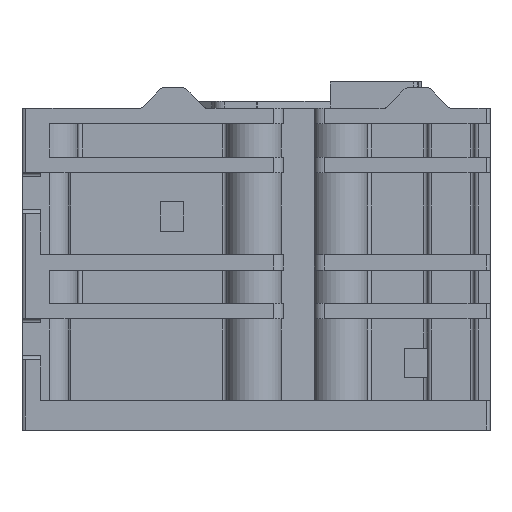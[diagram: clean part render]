
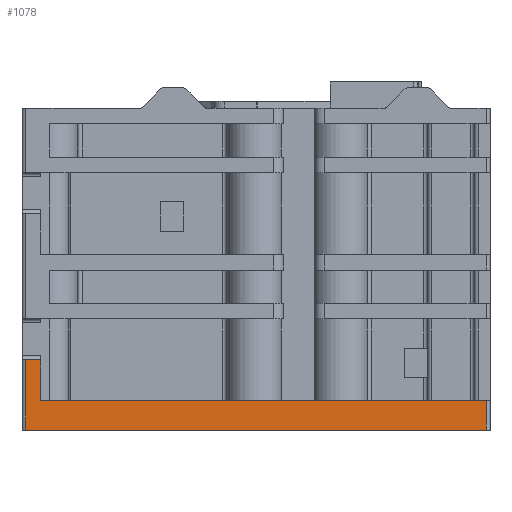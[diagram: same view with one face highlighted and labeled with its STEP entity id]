
A CAD part, front view. The second image highlights one B-rep face of the part: STEP entity #1078.
In plain terms, the highlighted planar face has unit normal (0, -1, 0).
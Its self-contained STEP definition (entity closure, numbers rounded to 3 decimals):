
#1078 = ADVANCED_FACE( '', ( #2368 ), #2369, .F. );
#2368 = FACE_OUTER_BOUND( '', #3866, .T. );
#2369 = PLANE( '', #3867 );
#3866 = EDGE_LOOP( '', ( #7145, #7146, #7147, #7148, #7149, #7150 ) );
#3867 = AXIS2_PLACEMENT_3D( '', #7151, #7152, #7153 );
#7145 = ORIENTED_EDGE( '', *, *, #9455, .T. );
#7146 = ORIENTED_EDGE( '', *, *, #10633, .T. );
#7147 = ORIENTED_EDGE( '', *, *, #10634, .T. );
#7148 = ORIENTED_EDGE( '', *, *, #9590, .T. );
#7149 = ORIENTED_EDGE( '', *, *, #10022, .F. );
#7150 = ORIENTED_EDGE( '', *, *, #10282, .F. );
#7151 = CARTESIAN_POINT( '', ( -20., 0., 15. ) );
#7152 = DIRECTION( '', ( 0., 1., 0. ) );
#7153 = DIRECTION( '', ( 0., 0., 1. ) );
#9455 = EDGE_CURVE( '', #11498, #11496, #11499, .T. );
#9590 = EDGE_CURVE( '', #11731, #11728, #11732, .T. );
#10022 = EDGE_CURVE( '', #12440, #11728, #12442, .T. );
#10282 = EDGE_CURVE( '', #11498, #12440, #12845, .T. );
#10633 = EDGE_CURVE( '', #11496, #13347, #13348, .T. );
#10634 = EDGE_CURVE( '', #13347, #11731, #13349, .T. );
#11496 = VERTEX_POINT( '', #14461 );
#11498 = VERTEX_POINT( '', #14463 );
#11499 = LINE( '', #14464, #14465 );
#11728 = VERTEX_POINT( '', #14792 );
#11731 = VERTEX_POINT( '', #14795 );
#11732 = LINE( '', #14796, #14797 );
#12440 = VERTEX_POINT( '', #15796 );
#12442 = LINE( '', #15799, #15800 );
#12845 = LINE( '', #16386, #16387 );
#13347 = VERTEX_POINT( '', #17096 );
#13348 = LINE( '', #17097, #17098 );
#13349 = LINE( '', #17099, #17100 );
#14461 = CARTESIAN_POINT( '', ( -20., 0., 2.1 ) );
#14463 = CARTESIAN_POINT( '', ( -19.25, 0., 2.1 ) );
#14464 = CARTESIAN_POINT( '', ( -19.25, 0., 2.1 ) );
#14465 = VECTOR( '', #18147, 1000. );
#14792 = CARTESIAN_POINT( '', ( 3.6, 0., 0. ) );
#14795 = CARTESIAN_POINT( '', ( 3.6, 0., -1.5 ) );
#14796 = CARTESIAN_POINT( '', ( 3.6, 0., -1.5 ) );
#14797 = VECTOR( '', #18304, 1000. );
#15796 = CARTESIAN_POINT( '', ( -19.25, 0., 0. ) );
#15799 = CARTESIAN_POINT( '', ( -20., 0., 0. ) );
#15800 = VECTOR( '', #18856, 1000. );
#16386 = CARTESIAN_POINT( '', ( -19.25, 0., 4.2 ) );
#16387 = VECTOR( '', #19199, 1000. );
#17096 = CARTESIAN_POINT( '', ( -20., 0., -1.5 ) );
#17097 = CARTESIAN_POINT( '', ( -20., 0., 15. ) );
#17098 = VECTOR( '', #19608, 1000. );
#17099 = CARTESIAN_POINT( '', ( -20., 0., -1.5 ) );
#17100 = VECTOR( '', #19609, 1000. );
#18147 = DIRECTION( '', ( -1., 0., 0. ) );
#18304 = DIRECTION( '', ( 0., 0., 1. ) );
#18856 = DIRECTION( '', ( 1., 0., 0. ) );
#19199 = DIRECTION( '', ( 0., 0., -1. ) );
#19608 = DIRECTION( '', ( 0., 0., -1. ) );
#19609 = DIRECTION( '', ( 1., 0., 0. ) );
